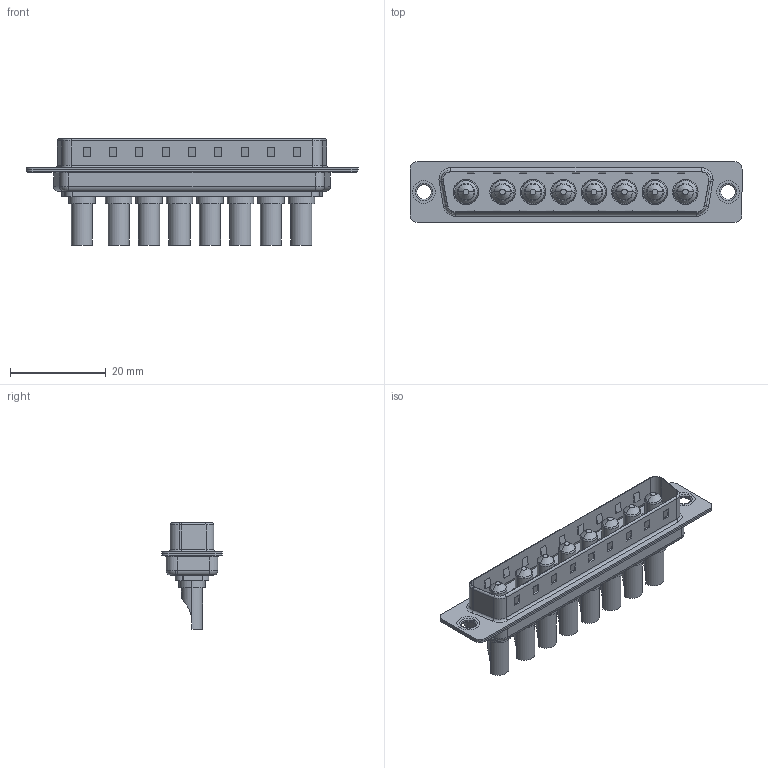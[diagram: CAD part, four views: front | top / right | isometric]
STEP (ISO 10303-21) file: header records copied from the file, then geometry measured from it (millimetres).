
FILE_DESCRIPTION (( 'STEP AP203' ), '1' );
FILE_NAME ('627-8W8-222-3T1.STEP', '2019-05-28T02:56:24', ( '' ), ( '' ), 'SwSTEP 2.0', 'SolidWorks 2016', '' );
FILE_SCHEMA (( 'CONFIG_CONTROL_DESIGN' ));
Length unit declared in the file: millimetre
Products named in the file (6): 627-8W8-222-3T1; 627Combo Shell Front_37 Contacts; 627Combo Shell Rear_37 Contacts; 627Combo Thru Hole Rivet; 627Combo Housing_8W8; Power Pin_30A SC
Assembly tree (13 placements, depth 2):
  627-8W8-222-3T1
    627Combo Housing_8W8
    627Combo Shell Rear_37 Contacts
    627Combo Shell Front_37 Contacts
    627Combo Thru Hole Rivet  x2
    Power Pin_30A SC  x8
Bounding box: 69.3 x 12.6 x 22.3 mm (x, y, z)
Volume: 4444.2 mm3; surface area: 9945.7 mm2
Topology: 21 solids, 21 shells, 754 faces, 1791 edges, 1098 vertices
Faces by surface type: plane 307, cylinder 301, torus 74, cone 56, bspline 16
Entity records: 14413 total; most frequent: CARTESIAN_POINT 2455, DIRECTION 2423, ORIENTED_EDGE 2234, EDGE_CURVE 1117, AXIS2_PLACEMENT_3D 868, VERTEX_POINT 703, LINE 687, VECTOR 687
